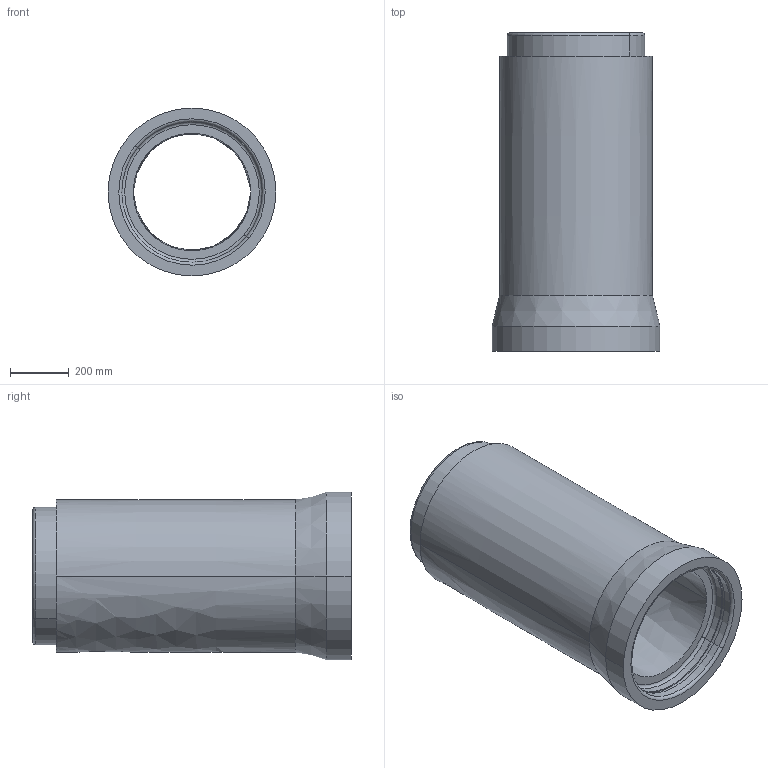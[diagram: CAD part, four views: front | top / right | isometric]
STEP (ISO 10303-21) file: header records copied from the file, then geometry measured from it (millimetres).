
FILE_DESCRIPTION (( 'STEP AP203' ), '1' );
FILE_NAME ('Rudus 1204100 EK-soviteputki 400x1000.step', '2020-02-28T07:41:18', ( '' ), ( '' ), 'SwSTEP 2.0', 'SolidWorks 2019', '' );
FILE_SCHEMA (( 'CONFIG_CONTROL_DESIGN' ));
Length unit declared in the file: millimetre
Products named in the file (2): Rudus 1204100 EK-soviteputki 400x1000; EK-osa-putkirunko
Assembly tree (1 placements, depth 2):
  Rudus 1204100 EK-soviteputki 400x1000
    EK-osa-putkirunko
Bounding box: 572 x 1085 x 572 mm (x, y, z)
Volume: 92105229.5 mm3; surface area: 3380495.1 mm2
Topology: 1 solids, 1 shells, 109 faces, 364 edges, 268 vertices
Faces by surface type: bspline 81, cylinder 12, torus 6, plane 6, cone 4
Entity records: 23192 total; most frequent: CARTESIAN_POINT 20376, ORIENTED_EDGE 728, EDGE_CURVE 364, DIRECTION 288, VERTEX_POINT 268, B_SPLINE_CURVE_WITH_KNOTS 242, AXIS2_PLACEMENT_3D 134, EDGE_LOOP 122
